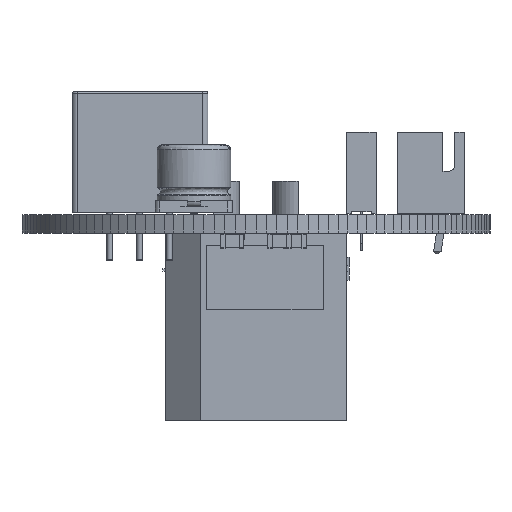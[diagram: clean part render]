
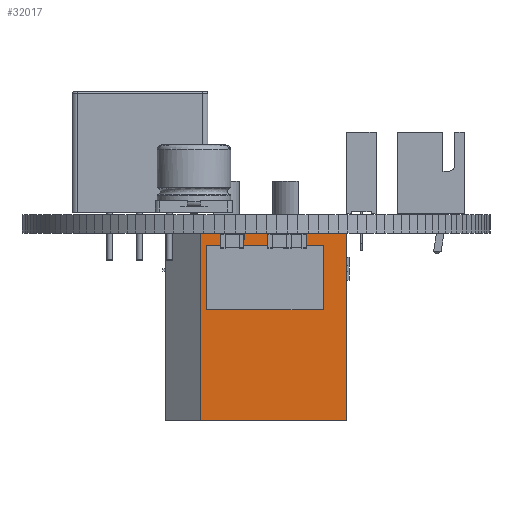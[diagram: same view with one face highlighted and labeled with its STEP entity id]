
A CAD part, front view. The second image highlights one B-rep face of the part: STEP entity #32017.
In plain terms, the highlighted face is planar.
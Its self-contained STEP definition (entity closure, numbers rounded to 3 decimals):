
#28836 = VERTEX_POINT('',#28837);
#28837 = CARTESIAN_POINT('',(9.35,4.05,1.));
#28846 = PLANE('',#28847);
#28847 = AXIS2_PLACEMENT_3D('',#28848,#28849,#28850);
#28848 = CARTESIAN_POINT('',(-0.65,4.05,1.));
#28849 = DIRECTION('',(0.,0.,-1.));
#28850 = DIRECTION('',(1.,0.,0.));
#28858 = PLANE('',#28859);
#28859 = AXIS2_PLACEMENT_3D('',#28860,#28861,#28862);
#28860 = CARTESIAN_POINT('',(9.35,4.05,1.));
#28861 = DIRECTION('',(1.,0.,0.));
#28862 = DIRECTION('',(0.,0.,1.));
#28899 = VERTEX_POINT('',#28900);
#28900 = CARTESIAN_POINT('',(-0.65,4.05,1.));
#28914 = PLANE('',#28915);
#28915 = AXIS2_PLACEMENT_3D('',#28916,#28917,#28918);
#28916 = CARTESIAN_POINT('',(-0.65,4.05,6.5));
#28917 = DIRECTION('',(-1.,0.,0.));
#28918 = DIRECTION('',(0.,0.,-1.));
#28926 = EDGE_CURVE('',#28899,#28836,#28927,.T.);
#28927 = SURFACE_CURVE('',#28928,(#28932,#28939),.PCURVE_S1.);
#28928 = LINE('',#28929,#28930);
#28929 = CARTESIAN_POINT('',(5.35,4.05,1.));
#28930 = VECTOR('',#28931,1.);
#28931 = DIRECTION('',(1.,0.,0.));
#28932 = PCURVE('',#28846,#28933);
#28933 = DEFINITIONAL_REPRESENTATION('',(#28934),#28938);
#28934 = LINE('',#28935,#28936);
#28935 = CARTESIAN_POINT('',(6.,0.));
#28936 = VECTOR('',#28937,1.);
#28937 = DIRECTION('',(1.,0.));
#28938 = ( GEOMETRIC_REPRESENTATION_CONTEXT(2) 
PARAMETRIC_REPRESENTATION_CONTEXT() REPRESENTATION_CONTEXT('2D SPACE',''
  ) );
#28939 = PCURVE('',#28940,#28945);
#28940 = PLANE('',#28941);
#28941 = AXIS2_PLACEMENT_3D('',#28942,#28943,#28944);
#28942 = CARTESIAN_POINT('',(11.35,4.05,0.));
#28943 = DIRECTION('',(0.,1.,0.));
#28944 = DIRECTION('',(-1.,0.,0.));
#28945 = DEFINITIONAL_REPRESENTATION('',(#28946),#28950);
#28946 = LINE('',#28947,#28948);
#28947 = CARTESIAN_POINT('',(6.,1.));
#28948 = VECTOR('',#28949,1.);
#28949 = DIRECTION('',(-1.,0.));
#28950 = ( GEOMETRIC_REPRESENTATION_CONTEXT(2) 
PARAMETRIC_REPRESENTATION_CONTEXT() REPRESENTATION_CONTEXT('2D SPACE',''
  ) );
#28980 = VERTEX_POINT('',#28981);
#28981 = CARTESIAN_POINT('',(-0.65,4.05,6.5));
#28995 = PLANE('',#28996);
#28996 = AXIS2_PLACEMENT_3D('',#28997,#28998,#28999);
#28997 = CARTESIAN_POINT('',(9.35,4.05,6.5));
#28998 = DIRECTION('',(0.,0.,1.));
#28999 = DIRECTION('',(-1.,0.,0.));
#29007 = EDGE_CURVE('',#28980,#28899,#29008,.T.);
#29008 = SURFACE_CURVE('',#29009,(#29013,#29020),.PCURVE_S1.);
#29009 = LINE('',#29010,#29011);
#29010 = CARTESIAN_POINT('',(-0.65,4.05,3.25));
#29011 = VECTOR('',#29012,1.);
#29012 = DIRECTION('',(0.,0.,-1.));
#29013 = PCURVE('',#28914,#29014);
#29014 = DEFINITIONAL_REPRESENTATION('',(#29015),#29019);
#29015 = LINE('',#29016,#29017);
#29016 = CARTESIAN_POINT('',(3.25,0.));
#29017 = VECTOR('',#29018,1.);
#29018 = DIRECTION('',(1.,0.));
#29019 = ( GEOMETRIC_REPRESENTATION_CONTEXT(2) 
PARAMETRIC_REPRESENTATION_CONTEXT() REPRESENTATION_CONTEXT('2D SPACE',''
  ) );
#29020 = PCURVE('',#28940,#29021);
#29021 = DEFINITIONAL_REPRESENTATION('',(#29022),#29026);
#29022 = LINE('',#29023,#29024);
#29023 = CARTESIAN_POINT('',(12.,3.25));
#29024 = VECTOR('',#29025,1.);
#29025 = DIRECTION('',(0.,-1.));
#29026 = ( GEOMETRIC_REPRESENTATION_CONTEXT(2) 
PARAMETRIC_REPRESENTATION_CONTEXT() REPRESENTATION_CONTEXT('2D SPACE',''
  ) );
#29056 = VERTEX_POINT('',#29057);
#29057 = CARTESIAN_POINT('',(9.35,4.05,6.5));
#29078 = EDGE_CURVE('',#29056,#28980,#29079,.T.);
#29079 = SURFACE_CURVE('',#29080,(#29084,#29091),.PCURVE_S1.);
#29080 = LINE('',#29081,#29082);
#29081 = CARTESIAN_POINT('',(10.35,4.05,6.5));
#29082 = VECTOR('',#29083,1.);
#29083 = DIRECTION('',(-1.,0.,0.));
#29084 = PCURVE('',#28995,#29085);
#29085 = DEFINITIONAL_REPRESENTATION('',(#29086),#29090);
#29086 = LINE('',#29087,#29088);
#29087 = CARTESIAN_POINT('',(-1.,0.));
#29088 = VECTOR('',#29089,1.);
#29089 = DIRECTION('',(1.,0.));
#29090 = ( GEOMETRIC_REPRESENTATION_CONTEXT(2) 
PARAMETRIC_REPRESENTATION_CONTEXT() REPRESENTATION_CONTEXT('2D SPACE',''
  ) );
#29091 = PCURVE('',#28940,#29092);
#29092 = DEFINITIONAL_REPRESENTATION('',(#29093),#29097);
#29093 = LINE('',#29094,#29095);
#29094 = CARTESIAN_POINT('',(1.,6.5));
#29095 = VECTOR('',#29096,1.);
#29096 = DIRECTION('',(1.,0.));
#29097 = ( GEOMETRIC_REPRESENTATION_CONTEXT(2) 
PARAMETRIC_REPRESENTATION_CONTEXT() REPRESENTATION_CONTEXT('2D SPACE',''
  ) );
#29102 = EDGE_CURVE('',#28836,#29056,#29103,.T.);
#29103 = SURFACE_CURVE('',#29104,(#29108,#29115),.PCURVE_S1.);
#29104 = LINE('',#29105,#29106);
#29105 = CARTESIAN_POINT('',(9.35,4.05,0.5));
#29106 = VECTOR('',#29107,1.);
#29107 = DIRECTION('',(0.,0.,1.));
#29108 = PCURVE('',#28858,#29109);
#29109 = DEFINITIONAL_REPRESENTATION('',(#29110),#29114);
#29110 = LINE('',#29111,#29112);
#29111 = CARTESIAN_POINT('',(-0.5,0.));
#29112 = VECTOR('',#29113,1.);
#29113 = DIRECTION('',(1.,0.));
#29114 = ( GEOMETRIC_REPRESENTATION_CONTEXT(2) 
PARAMETRIC_REPRESENTATION_CONTEXT() REPRESENTATION_CONTEXT('2D SPACE',''
  ) );
#29115 = PCURVE('',#28940,#29116);
#29116 = DEFINITIONAL_REPRESENTATION('',(#29117),#29121);
#29117 = LINE('',#29118,#29119);
#29118 = CARTESIAN_POINT('',(2.,0.5));
#29119 = VECTOR('',#29120,1.);
#29120 = DIRECTION('',(0.,1.));
#29121 = ( GEOMETRIC_REPRESENTATION_CONTEXT(2) 
PARAMETRIC_REPRESENTATION_CONTEXT() REPRESENTATION_CONTEXT('2D SPACE',''
  ) );
#29500 = PLANE('',#29501);
#29501 = AXIS2_PLACEMENT_3D('',#29502,#29503,#29504);
#29502 = CARTESIAN_POINT('',(11.35,-4.05,0.));
#29503 = DIRECTION('',(1.,0.,0.));
#29504 = DIRECTION('',(-0.,1.,0.));
#30482 = PLANE('',#30483);
#30483 = AXIS2_PLACEMENT_3D('',#30484,#30485,#30486);
#30484 = CARTESIAN_POINT('',(3.6,0.,0.));
#30485 = DIRECTION('',(0.,0.,1.));
#30486 = DIRECTION('',(1.,0.,-0.));
#31449 = PLANE('',#31450);
#31450 = AXIS2_PLACEMENT_3D('',#31451,#31452,#31453);
#31451 = CARTESIAN_POINT('',(3.6,0.,16.));
#31452 = DIRECTION('',(0.,0.,1.));
#31453 = DIRECTION('',(1.,0.,-0.));
#31929 = PLANE('',#31930);
#31930 = AXIS2_PLACEMENT_3D('',#31931,#31932,#31933);
#31931 = CARTESIAN_POINT('',(-1.15,4.05,0.));
#31932 = DIRECTION('',(-0.64,0.768,0.));
#31933 = DIRECTION('',(-0.768,-0.64,0.));
#31951 = VERTEX_POINT('',#31952);
#31952 = CARTESIAN_POINT('',(-1.15,4.05,0.));
#31975 = VERTEX_POINT('',#31976);
#31976 = CARTESIAN_POINT('',(-1.15,4.05,16.));
#31997 = EDGE_CURVE('',#31951,#31975,#31998,.T.);
#31998 = SURFACE_CURVE('',#31999,(#32003,#32010),.PCURVE_S1.);
#31999 = LINE('',#32000,#32001);
#32000 = CARTESIAN_POINT('',(-1.15,4.05,0.));
#32001 = VECTOR('',#32002,1.);
#32002 = DIRECTION('',(0.,0.,1.));
#32003 = PCURVE('',#31929,#32004);
#32004 = DEFINITIONAL_REPRESENTATION('',(#32005),#32009);
#32005 = LINE('',#32006,#32007);
#32006 = CARTESIAN_POINT('',(0.,0.));
#32007 = VECTOR('',#32008,1.);
#32008 = DIRECTION('',(0.,1.));
#32009 = ( GEOMETRIC_REPRESENTATION_CONTEXT(2) 
PARAMETRIC_REPRESENTATION_CONTEXT() REPRESENTATION_CONTEXT('2D SPACE',''
  ) );
#32010 = PCURVE('',#28940,#32011);
#32011 = DEFINITIONAL_REPRESENTATION('',(#32012),#32016);
#32012 = LINE('',#32013,#32014);
#32013 = CARTESIAN_POINT('',(12.5,0.));
#32014 = VECTOR('',#32015,1.);
#32015 = DIRECTION('',(0.,1.));
#32016 = ( GEOMETRIC_REPRESENTATION_CONTEXT(2) 
PARAMETRIC_REPRESENTATION_CONTEXT() REPRESENTATION_CONTEXT('2D SPACE',''
  ) );
#32017 = ADVANCED_FACE('',(#32018,#32088),#28940,.T.);
#32018 = FACE_BOUND('',#32019,.T.);
#32019 = EDGE_LOOP('',(#32020,#32043,#32044,#32067));
#32020 = ORIENTED_EDGE('',*,*,#32021,.T.);
#32021 = EDGE_CURVE('',#32022,#31951,#32024,.T.);
#32022 = VERTEX_POINT('',#32023);
#32023 = CARTESIAN_POINT('',(11.35,4.05,0.));
#32024 = SURFACE_CURVE('',#32025,(#32029,#32036),.PCURVE_S1.);
#32025 = LINE('',#32026,#32027);
#32026 = CARTESIAN_POINT('',(11.35,4.05,0.));
#32027 = VECTOR('',#32028,1.);
#32028 = DIRECTION('',(-1.,0.,0.));
#32029 = PCURVE('',#28940,#32030);
#32030 = DEFINITIONAL_REPRESENTATION('',(#32031),#32035);
#32031 = LINE('',#32032,#32033);
#32032 = CARTESIAN_POINT('',(0.,0.));
#32033 = VECTOR('',#32034,1.);
#32034 = DIRECTION('',(1.,0.));
#32035 = ( GEOMETRIC_REPRESENTATION_CONTEXT(2) 
PARAMETRIC_REPRESENTATION_CONTEXT() REPRESENTATION_CONTEXT('2D SPACE',''
  ) );
#32036 = PCURVE('',#30482,#32037);
#32037 = DEFINITIONAL_REPRESENTATION('',(#32038),#32042);
#32038 = LINE('',#32039,#32040);
#32039 = CARTESIAN_POINT('',(7.75,4.05));
#32040 = VECTOR('',#32041,1.);
#32041 = DIRECTION('',(-1.,0.));
#32042 = ( GEOMETRIC_REPRESENTATION_CONTEXT(2) 
PARAMETRIC_REPRESENTATION_CONTEXT() REPRESENTATION_CONTEXT('2D SPACE',''
  ) );
#32043 = ORIENTED_EDGE('',*,*,#31997,.T.);
#32044 = ORIENTED_EDGE('',*,*,#32045,.F.);
#32045 = EDGE_CURVE('',#32046,#31975,#32048,.T.);
#32046 = VERTEX_POINT('',#32047);
#32047 = CARTESIAN_POINT('',(11.35,4.05,16.));
#32048 = SURFACE_CURVE('',#32049,(#32053,#32060),.PCURVE_S1.);
#32049 = LINE('',#32050,#32051);
#32050 = CARTESIAN_POINT('',(11.35,4.05,16.));
#32051 = VECTOR('',#32052,1.);
#32052 = DIRECTION('',(-1.,0.,0.));
#32053 = PCURVE('',#28940,#32054);
#32054 = DEFINITIONAL_REPRESENTATION('',(#32055),#32059);
#32055 = LINE('',#32056,#32057);
#32056 = CARTESIAN_POINT('',(0.,16.));
#32057 = VECTOR('',#32058,1.);
#32058 = DIRECTION('',(1.,0.));
#32059 = ( GEOMETRIC_REPRESENTATION_CONTEXT(2) 
PARAMETRIC_REPRESENTATION_CONTEXT() REPRESENTATION_CONTEXT('2D SPACE',''
  ) );
#32060 = PCURVE('',#31449,#32061);
#32061 = DEFINITIONAL_REPRESENTATION('',(#32062),#32066);
#32062 = LINE('',#32063,#32064);
#32063 = CARTESIAN_POINT('',(7.75,4.05));
#32064 = VECTOR('',#32065,1.);
#32065 = DIRECTION('',(-1.,0.));
#32066 = ( GEOMETRIC_REPRESENTATION_CONTEXT(2) 
PARAMETRIC_REPRESENTATION_CONTEXT() REPRESENTATION_CONTEXT('2D SPACE',''
  ) );
#32067 = ORIENTED_EDGE('',*,*,#32068,.F.);
#32068 = EDGE_CURVE('',#32022,#32046,#32069,.T.);
#32069 = SURFACE_CURVE('',#32070,(#32074,#32081),.PCURVE_S1.);
#32070 = LINE('',#32071,#32072);
#32071 = CARTESIAN_POINT('',(11.35,4.05,0.));
#32072 = VECTOR('',#32073,1.);
#32073 = DIRECTION('',(0.,0.,1.));
#32074 = PCURVE('',#28940,#32075);
#32075 = DEFINITIONAL_REPRESENTATION('',(#32076),#32080);
#32076 = LINE('',#32077,#32078);
#32077 = CARTESIAN_POINT('',(0.,0.));
#32078 = VECTOR('',#32079,1.);
#32079 = DIRECTION('',(0.,1.));
#32080 = ( GEOMETRIC_REPRESENTATION_CONTEXT(2) 
PARAMETRIC_REPRESENTATION_CONTEXT() REPRESENTATION_CONTEXT('2D SPACE',''
  ) );
#32081 = PCURVE('',#29500,#32082);
#32082 = DEFINITIONAL_REPRESENTATION('',(#32083),#32087);
#32083 = LINE('',#32084,#32085);
#32084 = CARTESIAN_POINT('',(8.1,0.));
#32085 = VECTOR('',#32086,1.);
#32086 = DIRECTION('',(0.,1.));
#32087 = ( GEOMETRIC_REPRESENTATION_CONTEXT(2) 
PARAMETRIC_REPRESENTATION_CONTEXT() REPRESENTATION_CONTEXT('2D SPACE',''
  ) );
#32088 = FACE_BOUND('',#32089,.T.);
#32089 = EDGE_LOOP('',(#32090,#32091,#32092,#32093));
#32090 = ORIENTED_EDGE('',*,*,#28926,.T.);
#32091 = ORIENTED_EDGE('',*,*,#29102,.T.);
#32092 = ORIENTED_EDGE('',*,*,#29078,.T.);
#32093 = ORIENTED_EDGE('',*,*,#29007,.T.);
